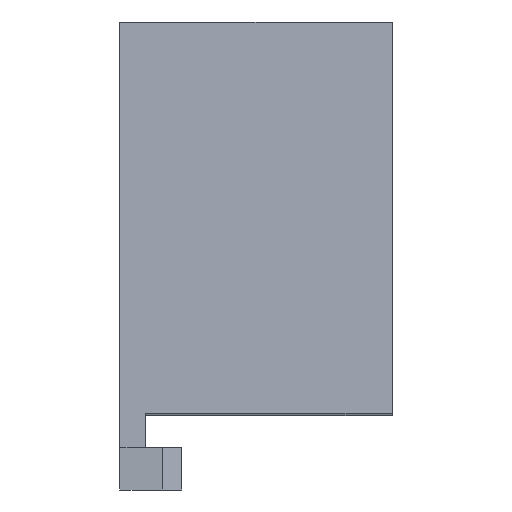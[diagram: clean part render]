
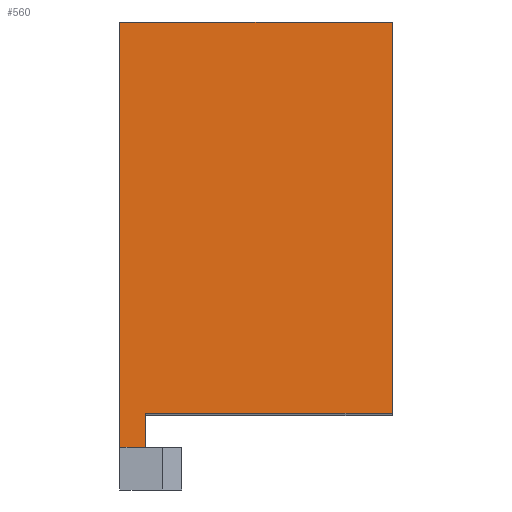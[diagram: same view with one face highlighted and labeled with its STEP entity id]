
A CAD part, front view. The second image highlights one B-rep face of the part: STEP entity #560.
In plain terms, the highlighted planar face has unit normal (0, -0.999, 0.05).
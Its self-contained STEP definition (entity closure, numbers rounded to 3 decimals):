
#32 = VERTEX_POINT('',#33);
#33 = CARTESIAN_POINT('',(-3.25,-1.571,5.));
#39 = EDGE_CURVE('',#32,#40,#42,.T.);
#40 = VERTEX_POINT('',#41);
#41 = CARTESIAN_POINT('',(-6.25,-1.571,5.));
#42 = LINE('',#43,#44);
#43 = CARTESIAN_POINT('',(-1.25,-1.571,5.));
#44 = VECTOR('',#45,1.);
#45 = DIRECTION('',(-1.,0.,0.));
#101 = EDGE_CURVE('',#102,#40,#104,.T.);
#102 = VERTEX_POINT('',#103);
#103 = CARTESIAN_POINT('',(-6.25,0.929,55.));
#104 = LINE('',#105,#106);
#105 = CARTESIAN_POINT('',(-6.25,0.929,55.));
#106 = VECTOR('',#107,1.);
#107 = DIRECTION('',(0.,-0.05,-0.999));
#560 = ADVANCED_FACE('',(#561),#595,.F.);
#561 = FACE_BOUND('',#562,.F.);
#562 = EDGE_LOOP('',(#563,#564,#572,#580,#588,#594));
#563 = ORIENTED_EDGE('',*,*,#101,.F.);
#564 = ORIENTED_EDGE('',*,*,#565,.T.);
#565 = EDGE_CURVE('',#102,#566,#568,.T.);
#566 = VERTEX_POINT('',#567);
#567 = CARTESIAN_POINT('',(25.75,0.929,55.));
#568 = LINE('',#569,#570);
#569 = CARTESIAN_POINT('',(-6.25,0.929,55.));
#570 = VECTOR('',#571,1.);
#571 = DIRECTION('',(1.,0.,0.));
#572 = ORIENTED_EDGE('',*,*,#573,.T.);
#573 = EDGE_CURVE('',#566,#574,#576,.T.);
#574 = VERTEX_POINT('',#575);
#575 = CARTESIAN_POINT('',(25.75,-1.371,8.995));
#576 = LINE('',#577,#578);
#577 = CARTESIAN_POINT('',(25.75,0.929,55.));
#578 = VECTOR('',#579,1.);
#579 = DIRECTION('',(0.,-0.05,-0.999));
#580 = ORIENTED_EDGE('',*,*,#581,.T.);
#581 = EDGE_CURVE('',#574,#582,#584,.T.);
#582 = VERTEX_POINT('',#583);
#583 = CARTESIAN_POINT('',(-3.25,-1.371,8.995));
#584 = LINE('',#585,#586);
#585 = CARTESIAN_POINT('',(25.75,-1.371,8.995));
#586 = VECTOR('',#587,1.);
#587 = DIRECTION('',(-1.,0.,0.));
#588 = ORIENTED_EDGE('',*,*,#589,.T.);
#589 = EDGE_CURVE('',#582,#32,#590,.T.);
#590 = LINE('',#591,#592);
#591 = CARTESIAN_POINT('',(-3.25,-1.371,8.995));
#592 = VECTOR('',#593,1.);
#593 = DIRECTION('',(0.,-0.05,-0.999));
#594 = ORIENTED_EDGE('',*,*,#39,.T.);
#595 = PLANE('',#596);
#596 = AXIS2_PLACEMENT_3D('',#597,#598,#599);
#597 = CARTESIAN_POINT('',(-6.25,0.929,55.));
#598 = DIRECTION('',(0.,0.999,-0.05));
#599 = DIRECTION('',(0.,-0.05,-0.999));
